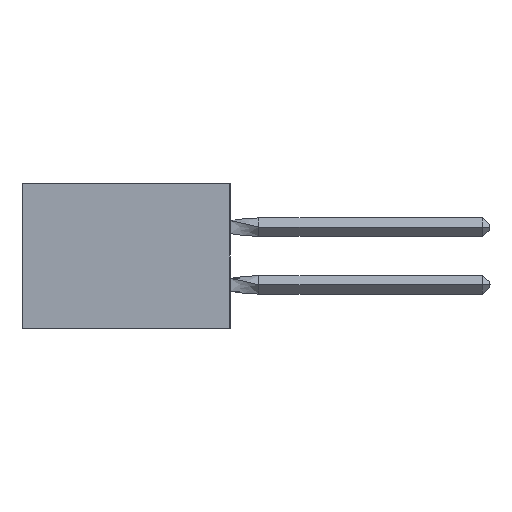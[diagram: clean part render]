
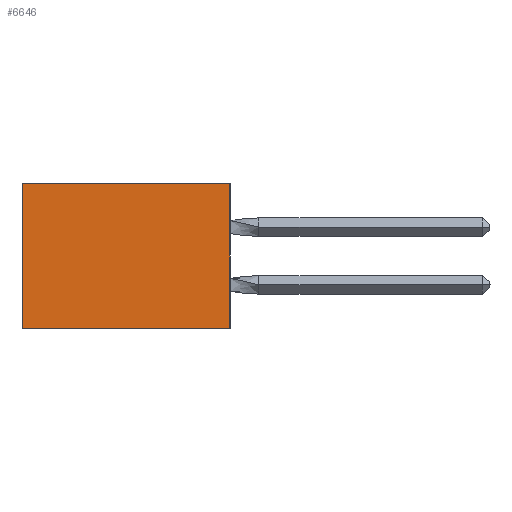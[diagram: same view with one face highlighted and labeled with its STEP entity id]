
A CAD part, left-side view. The second image highlights one B-rep face of the part: STEP entity #6646.
In plain terms, the highlighted planar face has unit normal (-1, 0, 0).
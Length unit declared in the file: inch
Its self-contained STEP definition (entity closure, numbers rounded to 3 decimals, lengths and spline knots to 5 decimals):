
#2485 = VERTEX_POINT ( 'NONE', #19617 ) ;
#3265 = LINE ( 'NONE', #11729, #32898 ) ;
#6646 = ADVANCED_FACE ( 'NONE', ( #42792 ), #7843, .F. ) ;
#7843 = PLANE ( 'NONE',  #37107 ) ;
#9183 = LINE ( 'NONE', #31307, #13456 ) ;
#9592 = CARTESIAN_POINT ( 'NONE',  ( 0.305, 0.72, -0.5 ) ) ;
#9991 = VERTEX_POINT ( 'NONE', #9592 ) ;
#10701 = LINE ( 'NONE', #12256, #11722 ) ;
#11722 = VECTOR ( 'NONE', #16013, 39.37008 ) ;
#11729 = CARTESIAN_POINT ( 'NONE',  ( 0.305, 0., -0.5 ) ) ;
#12256 = CARTESIAN_POINT ( 'NONE',  ( 0.305, 0., -0.5 ) ) ;
#13456 = VECTOR ( 'NONE', #41842, 39.37008 ) ;
#16013 = DIRECTION ( 'NONE',  ( 0., 1., 0. ) ) ;
#17047 = ORIENTED_EDGE ( 'NONE', *, *, #38896, .F. ) ;
#17146 = EDGE_LOOP ( 'NONE', ( #28456, #17047, #27997, #21764 ) ) ;
#19419 = VERTEX_POINT ( 'NONE', #32794 ) ;
#19617 = CARTESIAN_POINT ( 'NONE',  ( 0.305, 0., -0.5 ) ) ;
#21764 = ORIENTED_EDGE ( 'NONE', *, *, #27261, .T. ) ;
#24799 = DIRECTION ( 'NONE',  ( 1., 0., 0. ) ) ;
#27261 = EDGE_CURVE ( 'NONE', #27733, #19419, #9183, .T. ) ;
#27335 = EDGE_CURVE ( 'NONE', #27733, #2485, #3265, .T. ) ;
#27733 = VERTEX_POINT ( 'NONE', #34894 ) ;
#27997 = ORIENTED_EDGE ( 'NONE', *, *, #27335, .F. ) ;
#28423 = DIRECTION ( 'NONE',  ( 0., 0., -1. ) ) ;
#28456 = ORIENTED_EDGE ( 'NONE', *, *, #43870, .T. ) ;
#31307 = CARTESIAN_POINT ( 'NONE',  ( 0.305, 0., 0. ) ) ;
#32058 = DIRECTION ( 'NONE',  ( 0., 0., -1. ) ) ;
#32794 = CARTESIAN_POINT ( 'NONE',  ( 0.305, 0.72, 0. ) ) ;
#32898 = VECTOR ( 'NONE', #32058, 39.37008 ) ;
#33628 = LINE ( 'NONE', #36091, #44362 ) ;
#34894 = CARTESIAN_POINT ( 'NONE',  ( 0.305, 0., 0. ) ) ;
#35112 = CARTESIAN_POINT ( 'NONE',  ( 0.305, 0., -0.5 ) ) ;
#36091 = CARTESIAN_POINT ( 'NONE',  ( 0.305, 0.72, -0.5 ) ) ;
#37107 = AXIS2_PLACEMENT_3D ( 'NONE', #35112, #24799, #28423 ) ;
#38896 = EDGE_CURVE ( 'NONE', #2485, #9991, #10701, .T. ) ;
#41842 = DIRECTION ( 'NONE',  ( 0., 1., 0. ) ) ;
#42792 = FACE_OUTER_BOUND ( 'NONE', #17146, .T. ) ;
#43285 = DIRECTION ( 'NONE',  ( 0., 0., -1. ) ) ;
#43870 = EDGE_CURVE ( 'NONE', #19419, #9991, #33628, .T. ) ;
#44362 = VECTOR ( 'NONE', #43285, 39.37008 ) ;
